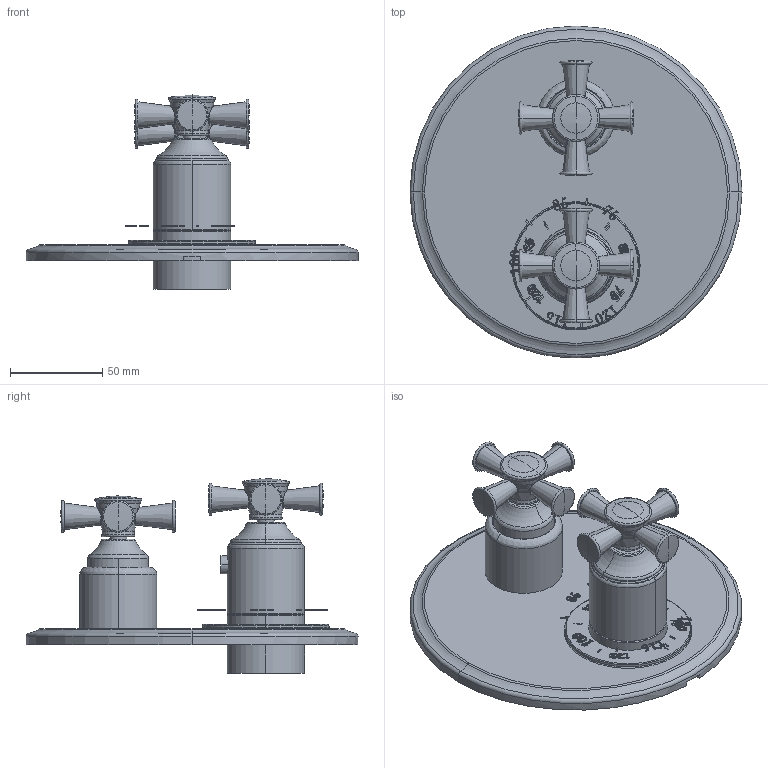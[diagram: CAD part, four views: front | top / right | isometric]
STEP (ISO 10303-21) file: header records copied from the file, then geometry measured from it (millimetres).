
FILE_DESCRIPTION((''),'2;1');
FILE_NAME('3-2903TR_ASM','2016-11-11T',('rsmith'),(''),'PRO/ENGINEER BY PARAMETRIC TECHNOLOGY CORPORATION, 2013150','PRO/ENGINEER BY PARAMETRIC TECHNOLOGY CORPORATION, 2013150','');
FILE_SCHEMA(('CONFIG_CONTROL_DESIGN'));
Products named in the file (20): 12346_AF0; H-78_2_FEET_AF1; 91678; 2-994_AF0_ASM; 12358; 91249; 91080; 2-989_ASM; 12344; 12345_AF1; 12352; 12353; 92849; 92137; 91246; 2-991_ASM; 12442; 12393; 20-141_ASM; 3-2903TR_ASM
Assembly tree (23 placements, depth 3):
  3-2903TR_ASM
    2-994_AF0_ASM
      12346_AF0
      H-78_2_FEET_AF1
      91678
    2-989_ASM
      12358
      91249
      91080
    12344
    12345_AF1
    2-991_ASM
      12352
      12353
      92849
      92137
      91246
    20-141_ASM  x2
      12442
      12393
Bounding box: 180 x 180 x 105.48 mm (x, y, z)
Volume: 164916 mm3; surface area: 177438.9 mm2
Topology: 23 solids, 687 shells, 2358 faces, 8038 edges, 6439 vertices
Faces by surface type: plane 694, extrusion 483, cylinder 409, bspline 404, torus 162, cone 150, sphere 48, revolution 8
Entity records: 106090 total; most frequent: CARTESIAN_POINT 54212, ORIENTED_EDGE 9941, DIRECTION 7757, EDGE_CURVE 6765, VERTEX_POINT 5642, VECTOR 3479, B_SPLINE_CURVE_WITH_KNOTS 3296, LINE 2996
